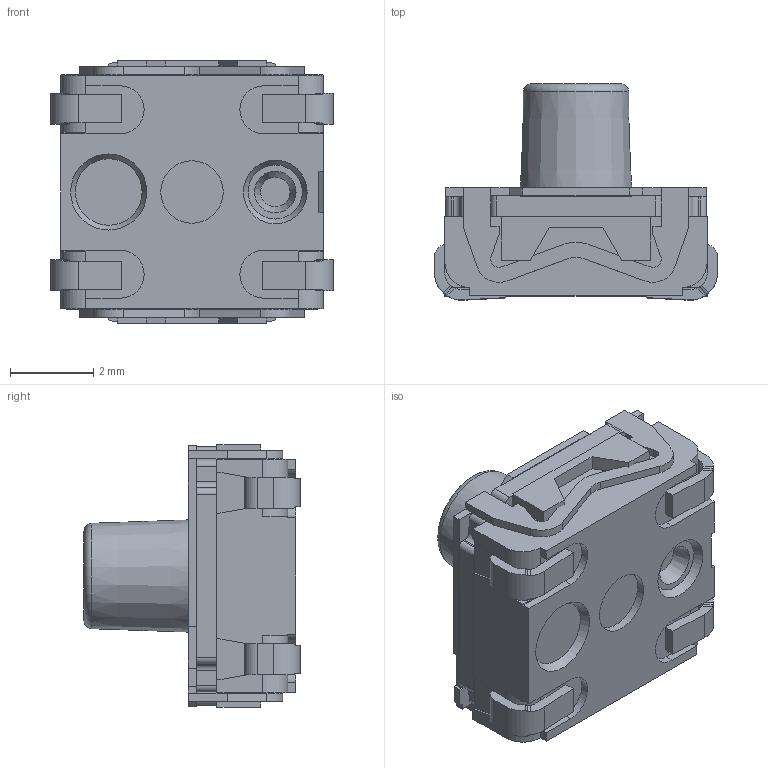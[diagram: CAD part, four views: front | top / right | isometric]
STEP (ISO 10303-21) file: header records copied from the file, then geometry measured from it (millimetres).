
FILE_DESCRIPTION( ( 'STEP AP203' ), '1' );
FILE_NAME( 'KSC401J50SHLFS.stp', '2019-04-26T00:48:26', ( '' ), ( '' ), ' ', 'PARTsolutions', ' ' );
FILE_SCHEMA( ( 'CONFIG_CONTROL_DESIGN' ) );
Length unit declared in the file: millimetre
Products named in the file (5): KSC401J50SHLFS; _KSC4 - body; _KSC4  - button; _KSC4 - cover; _KSC41J_pin
Assembly tree (7 placements, depth 2):
  KSC401J50SHLFS
    _KSC4 - body
    _KSC4  - button
    _KSC4 - cover
    _KSC41J_pin  x4
Bounding box: 6.8 x 5.19 x 6.3 mm (x, y, z)
Volume: 106.6 mm3; surface area: 339.7 mm2
Topology: 7 solids, 7 shells, 277 faces, 773 edges, 511 vertices
Faces by surface type: plane 206, cylinder 66, cone 4, torus 1
Full cylindrical faces by diameter (mm): 1.5 x1, 3.28 x1
Entity records: 7333 total; most frequent: CARTESIAN_POINT 1316, ORIENTED_EDGE 1244, DIRECTION 1171, EDGE_CURVE 622, LINE 519, VECTOR 519, VERTEX_POINT 415, AXIS2_PLACEMENT_3D 326
